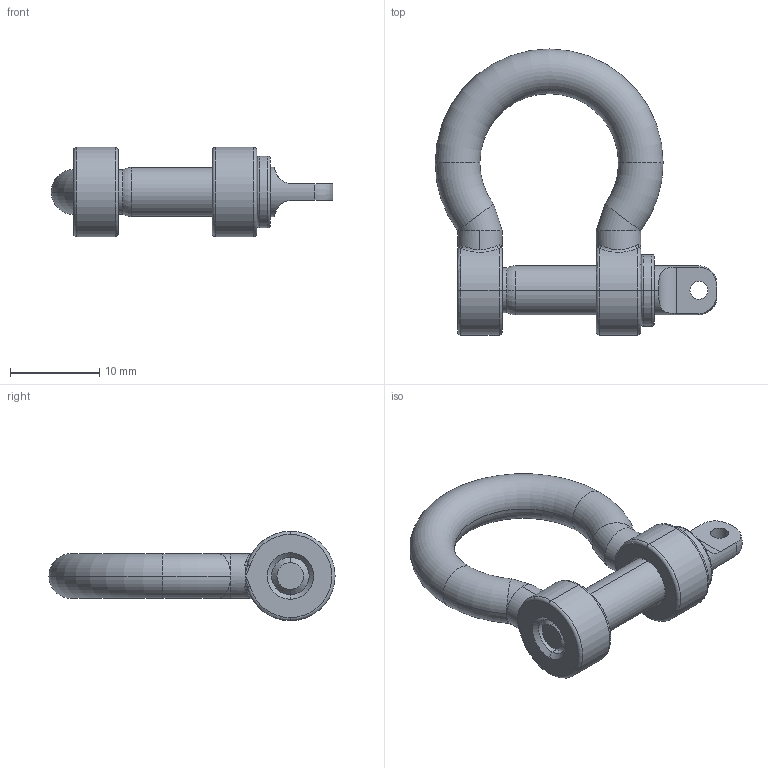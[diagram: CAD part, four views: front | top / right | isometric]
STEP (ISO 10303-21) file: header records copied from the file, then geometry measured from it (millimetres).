
FILE_DESCRIPTION (( 'STEP AP203' ), '1' );
FILE_NAME ('10005105.STEP', '2018-06-14T12:12:25', ( '' ), ( '' ), 'SwSTEP 2.0', 'SolidWorks 2015', '' );
FILE_SCHEMA (( 'CONFIG_CONTROL_DESIGN' ));
Length unit declared in the file: millimetre
Products named in the file (3): 1000510X Teil2_10005105 Teil2; 1000510X Teil1_10005105 Teil1; 10005105
Assembly tree (2 placements, depth 2):
  10005105
    1000510X Teil1_10005105 Teil1
    1000510X Teil2_10005105 Teil2
Bounding box: 31.5 x 32 x 10 mm (x, y, z)
Volume: 2209.1 mm3; surface area: 2007.1 mm2
Topology: 2 solids, 2 shells, 305 faces, 785 edges, 489 vertices
Faces by surface type: bspline 128, plane 111, torus 34, cylinder 26, cone 6
Entity records: 16313 total; most frequent: CARTESIAN_POINT 9514, ORIENTED_EDGE 1530, DIRECTION 1010, EDGE_CURVE 765, VERTEX_POINT 489, LINE 368, VECTOR 368, EDGE_LOOP 336
